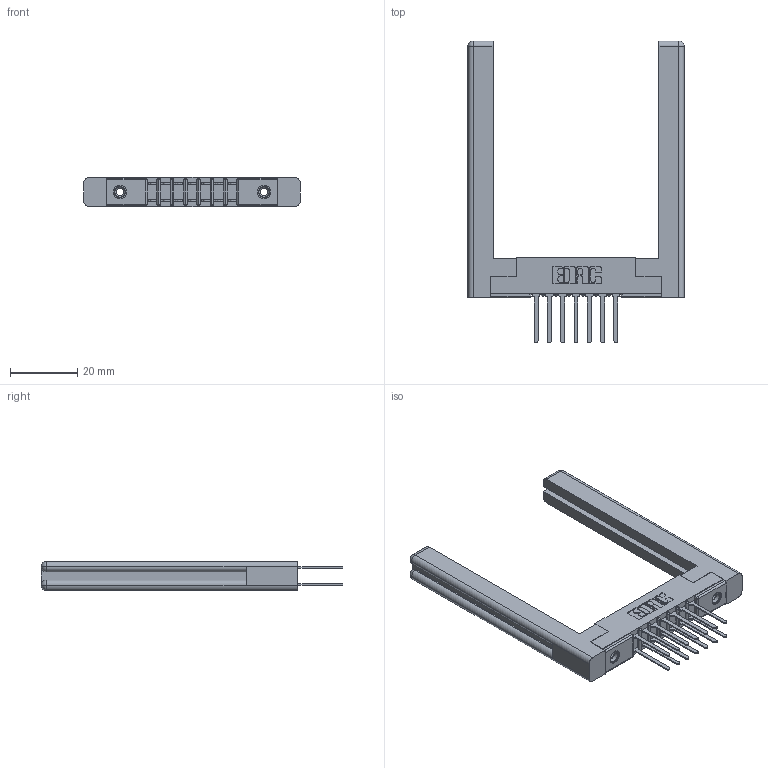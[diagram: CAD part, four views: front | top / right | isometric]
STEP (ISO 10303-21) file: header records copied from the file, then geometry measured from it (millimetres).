
FILE_DESCRIPTION (( 'STEP AP203' ), '1' );
FILE_NAME ('357-014-542-258.STEP', '2019-09-17T18:38:34', ( '' ), ( '' ), 'SwSTEP 2.0', 'SolidWorks 2016', '' );
FILE_SCHEMA (( 'CONFIG_CONTROL_DESIGN' ));
Length unit declared in the file: inch
Products named in the file (5): 307-220-058; 307 Part_.156 Dia Mounting Holes; 307-290-001_542; 357-014-542-258; 345-250-001_345-250-001-102
Assembly tree (19 placements, depth 2):
  357-014-542-258
    307 Part_.156 Dia Mounting Holes
    307-290-001_542  x14
    307-220-058  x2
    345-250-001_345-250-001-102  x2
Bounding box: 64.36 x 89.74 x 8.71 mm (x, y, z)
Volume: 11951.8 mm3; surface area: 12138.5 mm2
Topology: 19 solids, 19 shells, 912 faces, 2497 edges, 1610 vertices
Faces by surface type: plane 588, cylinder 284, sphere 16, torus 12, cone 12
Entity records: 13141 total; most frequent: CARTESIAN_POINT 2178, DIRECTION 2106, ORIENTED_EDGE 2096, EDGE_CURVE 1048, VECTOR 786, LINE 786, VERTEX_POINT 678, AXIS2_PLACEMENT_3D 660
